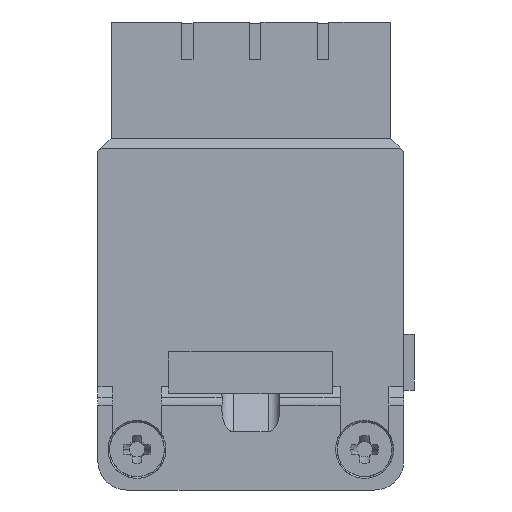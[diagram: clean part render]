
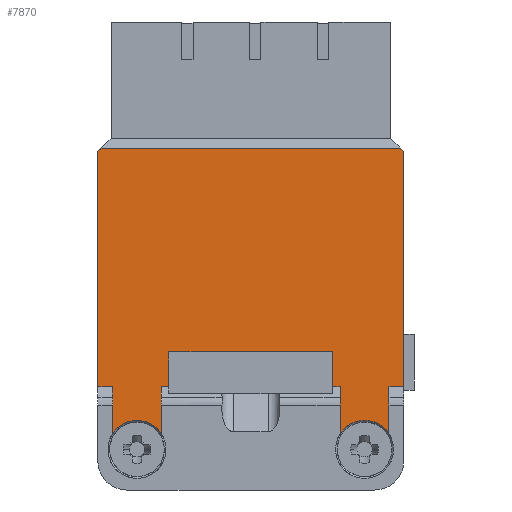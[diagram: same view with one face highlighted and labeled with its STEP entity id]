
A CAD part, front view. The second image highlights one B-rep face of the part: STEP entity #7870.
In plain terms, the highlighted planar face has unit normal (0, -1, 0).
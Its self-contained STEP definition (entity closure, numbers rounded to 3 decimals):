
#4786=LINE('',#23765,#6182);
#4791=LINE('',#23777,#6187);
#4831=LINE('',#23953,#6227);
#4832=LINE('',#23955,#6228);
#4834=LINE('',#23958,#6230);
#4837=LINE('',#23964,#6233);
#4839=LINE('',#23968,#6235);
#4841=LINE('',#23972,#6237);
#4843=LINE('',#23975,#6239);
#4852=LINE('',#24001,#6248);
#4853=LINE('',#24003,#6249);
#4860=LINE('',#24034,#6256);
#4861=LINE('',#24037,#6257);
#4862=LINE('',#24039,#6258);
#4863=LINE('',#24040,#6259);
#4864=LINE('',#24042,#6260);
#6182=VECTOR('',#19821,1.);
#6187=VECTOR('',#19830,1.);
#6227=VECTOR('',#19956,1.);
#6228=VECTOR('',#19959,1.);
#6230=VECTOR('',#19963,1.);
#6233=VECTOR('',#19968,1.);
#6235=VECTOR('',#19972,1.);
#6237=VECTOR('',#19976,1.);
#6239=VECTOR('',#19980,1.);
#6248=VECTOR('',#20003,1.);
#6249=VECTOR('',#20006,1.);
#6256=VECTOR('',#20029,1.);
#6257=VECTOR('',#20030,1.);
#6258=VECTOR('',#20031,1.);
#6259=VECTOR('',#20032,1.);
#6260=VECTOR('',#20033,1.);
#7297=FACE_OUTER_BOUND('',#9351,.T.);
#7870=ADVANCED_FACE('',(#7297),#8538,.T.);
#8538=PLANE('',#18299);
#9351=EDGE_LOOP('',(#10854,#10855,#10856,#10857,#10858,#10859,#10860,#10861,
#10862,#10863,#10864,#10865,#10866,#10867,#10868,#10869,#10870,#10871));
#10854=ORIENTED_EDGE('',*,*,#15633,.T.);
#10855=ORIENTED_EDGE('',*,*,#15634,.F.);
#10856=ORIENTED_EDGE('',*,*,#15635,.T.);
#10857=ORIENTED_EDGE('',*,*,#15518,.F.);
#10858=ORIENTED_EDGE('',*,*,#15524,.T.);
#10859=ORIENTED_EDGE('',*,*,#15564,.T.);
#10860=ORIENTED_EDGE('',*,*,#15596,.T.);
#10861=ORIENTED_EDGE('',*,*,#15595,.T.);
#10862=ORIENTED_EDGE('',*,*,#15598,.T.);
#10863=ORIENTED_EDGE('',*,*,#15601,.T.);
#10864=ORIENTED_EDGE('',*,*,#15603,.T.);
#10865=ORIENTED_EDGE('',*,*,#15605,.F.);
#10866=ORIENTED_EDGE('',*,*,#15607,.T.);
#10867=ORIENTED_EDGE('',*,*,#15533,.T.);
#10868=ORIENTED_EDGE('',*,*,#15621,.T.);
#10869=ORIENTED_EDGE('',*,*,#15620,.T.);
#10870=ORIENTED_EDGE('',*,*,#15636,.F.);
#10871=ORIENTED_EDGE('',*,*,#15637,.T.);
#14149=VERTEX_POINT('',#23764);
#14150=VERTEX_POINT('',#23766);
#14154=VERTEX_POINT('',#23776);
#14162=VERTEX_POINT('',#23799);
#14163=VERTEX_POINT('',#23801);
#14183=VERTEX_POINT('',#23872);
#14204=VERTEX_POINT('',#23950);
#14205=VERTEX_POINT('',#23952);
#14206=VERTEX_POINT('',#23959);
#14207=VERTEX_POINT('',#23963);
#14208=VERTEX_POINT('',#23967);
#14209=VERTEX_POINT('',#23971);
#14218=VERTEX_POINT('',#23998);
#14219=VERTEX_POINT('',#24000);
#14226=VERTEX_POINT('',#24035);
#14227=VERTEX_POINT('',#24036);
#14228=VERTEX_POINT('',#24038);
#14229=VERTEX_POINT('',#24041);
#15518=EDGE_CURVE('',#14149,#14150,#4786,.T.);
#15524=EDGE_CURVE('',#14149,#14154,#4791,.T.);
#15533=EDGE_CURVE('',#14163,#14162,#16996,.T.);
#15564=EDGE_CURVE('',#14154,#14183,#17008,.T.);
#15595=EDGE_CURVE('',#14204,#14205,#4831,.T.);
#15596=EDGE_CURVE('',#14183,#14204,#4832,.T.);
#15598=EDGE_CURVE('',#14205,#14206,#4834,.T.);
#15601=EDGE_CURVE('',#14206,#14207,#4837,.T.);
#15603=EDGE_CURVE('',#14207,#14208,#4839,.T.);
#15605=EDGE_CURVE('',#14209,#14208,#4841,.T.);
#15607=EDGE_CURVE('',#14209,#14163,#4843,.T.);
#15620=EDGE_CURVE('',#14218,#14219,#4852,.T.);
#15621=EDGE_CURVE('',#14162,#14218,#4853,.T.);
#15633=EDGE_CURVE('',#14226,#14227,#4860,.T.);
#15634=EDGE_CURVE('',#14228,#14227,#4861,.T.);
#15635=EDGE_CURVE('',#14228,#14150,#4862,.T.);
#15636=EDGE_CURVE('',#14229,#14219,#4863,.T.);
#15637=EDGE_CURVE('',#14229,#14226,#4864,.T.);
#16996=CIRCLE('',#18239,2.5);
#17008=CIRCLE('',#18258,2.5);
#18239=AXIS2_PLACEMENT_3D('',#23800,#19846,#19847);
#18258=AXIS2_PLACEMENT_3D('',#23873,#19899,#19900);
#18299=AXIS2_PLACEMENT_3D('',#24043,#20034,#20035);
#19821=DIRECTION('',(-1.,0.,0.));
#19830=DIRECTION('',(0.,0.,-1.));
#19846=DIRECTION('',(0.,1.,0.));
#19847=DIRECTION('',(-0.84,0.,0.543));
#19899=DIRECTION('',(0.,1.,0.));
#19900=DIRECTION('',(-0.84,0.,0.543));
#19956=DIRECTION('',(1.,0.,0.));
#19959=DIRECTION('',(0.,0.,1.));
#19963=DIRECTION('',(0.,0.,1.));
#19968=DIRECTION('',(1.,0.,0.));
#19972=DIRECTION('',(0.,0.,-1.));
#19976=DIRECTION('',(-1.,0.,0.));
#19980=DIRECTION('',(0.,0.,-1.));
#20003=DIRECTION('',(1.,0.,0.));
#20006=DIRECTION('',(0.,0.,1.));
#20029=DIRECTION('',(-1.,0.,0.));
#20030=DIRECTION('',(0.707,0.,0.707));
#20031=DIRECTION('',(0.,0.,-1.));
#20032=DIRECTION('',(0.,0.,-1.));
#20033=DIRECTION('',(-0.707,0.,0.707));
#20034=DIRECTION('',(0.,-1.,0.));
#20035=DIRECTION('',(1.,0.,0.));
#23764=CARTESIAN_POINT('',(-12.337,-5.75,-11.25));
#23765=CARTESIAN_POINT('',(-15.03,-5.75,-11.25));
#23766=CARTESIAN_POINT('',(-13.612,-5.75,-11.25));
#23776=CARTESIAN_POINT('',(-12.337,-5.75,-15.294));
#23777=CARTESIAN_POINT('',(-12.337,-5.75,-10.836));
#23799=CARTESIAN_POINT('',(11.463,-5.75,-15.294));
#23800=CARTESIAN_POINT('',(9.363,-5.75,-16.65));
#23801=CARTESIAN_POINT('',(7.263,-5.75,-15.294));
#23872=CARTESIAN_POINT('',(-8.137,-5.75,-15.294));
#23873=CARTESIAN_POINT('',(-10.237,-5.75,-16.65));
#23950=CARTESIAN_POINT('',(-8.137,-5.75,-11.25));
#23952=CARTESIAN_POINT('',(-7.487,-5.75,-11.25));
#23953=CARTESIAN_POINT('',(-13.612,-5.75,-11.25));
#23955=CARTESIAN_POINT('',(-8.137,-5.75,-15.294));
#23958=CARTESIAN_POINT('',(-7.487,-5.75,-10.836));
#23959=CARTESIAN_POINT('',(-7.487,-5.75,-8.25));
#23963=CARTESIAN_POINT('',(6.613,-5.75,-8.25));
#23964=CARTESIAN_POINT('',(-7.487,-5.75,-8.25));
#23967=CARTESIAN_POINT('',(6.613,-5.75,-11.25));
#23968=CARTESIAN_POINT('',(6.613,-5.75,-8.25));
#23971=CARTESIAN_POINT('',(7.263,-5.75,-11.25));
#23972=CARTESIAN_POINT('',(-15.03,-5.75,-11.25));
#23975=CARTESIAN_POINT('',(7.263,-5.75,-10.836));
#23998=CARTESIAN_POINT('',(11.463,-5.75,-11.25));
#24000=CARTESIAN_POINT('',(12.738,-5.75,-11.25));
#24001=CARTESIAN_POINT('',(-13.612,-5.75,-11.25));
#24003=CARTESIAN_POINT('',(11.463,-5.75,-15.294));
#24034=CARTESIAN_POINT('',(12.238,-5.75,9.3));
#24035=CARTESIAN_POINT('',(12.438,-5.75,9.3));
#24036=CARTESIAN_POINT('',(-13.312,-5.75,9.3));
#24037=CARTESIAN_POINT('',(-12.462,-5.75,10.15));
#24038=CARTESIAN_POINT('',(-13.612,-5.75,9.));
#24039=CARTESIAN_POINT('',(-13.612,-5.75,-15.991));
#24040=CARTESIAN_POINT('',(12.738,-5.75,-17.75));
#24041=CARTESIAN_POINT('',(12.738,-5.75,9.));
#24042=CARTESIAN_POINT('',(11.349,-5.75,10.388));
#24043=CARTESIAN_POINT('',(-15.03,-5.75,-15.991));
